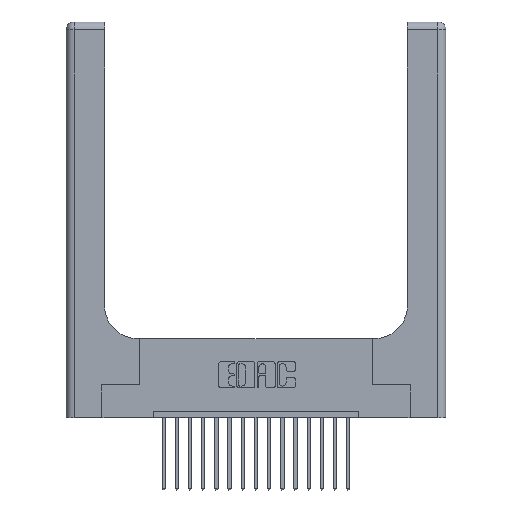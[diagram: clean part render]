
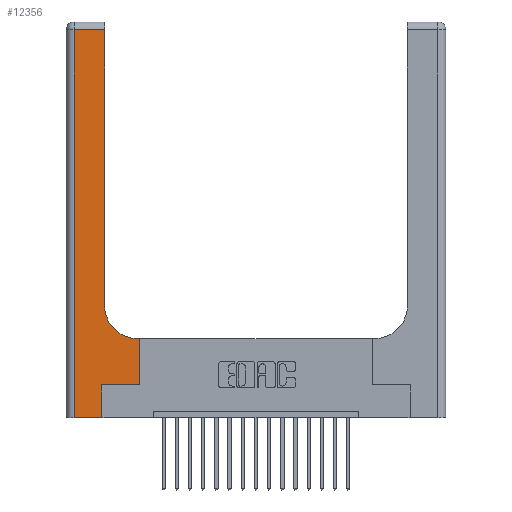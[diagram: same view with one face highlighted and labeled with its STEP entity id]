
A CAD part, top view. The second image highlights one B-rep face of the part: STEP entity #12356.
In plain terms, the highlighted planar face has unit normal (0, 0, 1).
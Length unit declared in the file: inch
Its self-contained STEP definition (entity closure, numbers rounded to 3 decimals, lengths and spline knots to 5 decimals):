
#139 = CARTESIAN_POINT ( 'NONE',  ( 0.269, 0.25, 0.37 ) ) ;
#210 = VERTEX_POINT ( 'NONE', #11522 ) ;
#319 = PLANE ( 'NONE',  #8227 ) ;
#618 = CARTESIAN_POINT ( 'NONE',  ( 0.2915, 0.85, 0.37 ) ) ;
#1143 = LINE ( 'NONE', #1184, #12859 ) ;
#1184 = CARTESIAN_POINT ( 'NONE',  ( 0.2915, 3., 0.37 ) ) ;
#1238 = CARTESIAN_POINT ( 'NONE',  ( 0., 0., 0.37 ) ) ;
#1398 = ORIENTED_EDGE ( 'NONE', *, *, #18919, .T. ) ;
#1718 = DIRECTION ( 'NONE',  ( -1., 0., 0. ) ) ;
#2018 = DIRECTION ( 'NONE',  ( -1., 0., 0. ) ) ;
#2067 = VECTOR ( 'NONE', #3658, 39.37008 ) ;
#2738 = FACE_OUTER_BOUND ( 'NONE', #13884, .T. ) ;
#3014 = DIRECTION ( 'NONE',  ( 0., -1., 0. ) ) ;
#3017 = CARTESIAN_POINT ( 'NONE',  ( 0.2915, 2.94, 0.37 ) ) ;
#3087 = VERTEX_POINT ( 'NONE', #3017 ) ;
#3193 = CARTESIAN_POINT ( 'NONE',  ( 0., 2.94, 0.37 ) ) ;
#3658 = DIRECTION ( 'NONE',  ( 0., 1., 0. ) ) ;
#3813 = VERTEX_POINT ( 'NONE', #6312 ) ;
#4050 = VERTEX_POINT ( 'NONE', #6270 ) ;
#4729 = DIRECTION ( 'NONE',  ( 0., 0., -1. ) ) ;
#4991 = LINE ( 'NONE', #20067, #8157 ) ;
#5214 = LINE ( 'NONE', #9858, #2067 ) ;
#6102 = EDGE_CURVE ( 'NONE', #210, #18933, #9457, .T. ) ;
#6152 = EDGE_CURVE ( 'NONE', #3087, #15109, #17261, .T. ) ;
#6193 = ORIENTED_EDGE ( 'NONE', *, *, #17748, .T. ) ;
#6268 = DIRECTION ( 'NONE',  ( 1., 0., 0. ) ) ;
#6270 = CARTESIAN_POINT ( 'NONE',  ( 0.5585, 0.6, 0.37 ) ) ;
#6312 = CARTESIAN_POINT ( 'NONE',  ( 0.5585, 0.25, 0.37 ) ) ;
#6703 = LINE ( 'NONE', #1238, #9859 ) ;
#6884 = ORIENTED_EDGE ( 'NONE', *, *, #17921, .T. ) ;
#7610 = CARTESIAN_POINT ( 'NONE',  ( 0.5415, 0.6, 0.37 ) ) ;
#7990 = VECTOR ( 'NONE', #12180, 39.37008 ) ;
#8127 = ORIENTED_EDGE ( 'NONE', *, *, #16813, .T. ) ;
#8157 = VECTOR ( 'NONE', #1718, 39.37008 ) ;
#8227 = AXIS2_PLACEMENT_3D ( 'NONE', #19026, #19092, #2018 ) ;
#8787 = AXIS2_PLACEMENT_3D ( 'NONE', #12700, #4729, #6268 ) ;
#9040 = LINE ( 'NONE', #12341, #12720 ) ;
#9308 = VERTEX_POINT ( 'NONE', #7610 ) ;
#9457 = LINE ( 'NONE', #12048, #7990 ) ;
#9530 = ORIENTED_EDGE ( 'NONE', *, *, #16695, .T. ) ;
#9814 = EDGE_CURVE ( 'NONE', #15109, #18870, #9040, .T. ) ;
#9858 = CARTESIAN_POINT ( 'NONE',  ( 0.5585, 0.25, 0.37 ) ) ;
#9859 = VECTOR ( 'NONE', #19869, 39.37008 ) ;
#10758 = DIRECTION ( 'NONE',  ( 0., 1., 0. ) ) ;
#10934 = DIRECTION ( 'NONE',  ( 1., 0., 0. ) ) ;
#11522 = CARTESIAN_POINT ( 'NONE',  ( 0.269, 0., 0.37 ) ) ;
#12048 = CARTESIAN_POINT ( 'NONE',  ( 0.269, 0., 0.37 ) ) ;
#12180 = DIRECTION ( 'NONE',  ( 0., 1., 0. ) ) ;
#12341 = CARTESIAN_POINT ( 'NONE',  ( 0.06, 3., 0.37 ) ) ;
#12356 = ADVANCED_FACE ( 'NONE', ( #2738 ), #319, .F. ) ;
#12371 = VECTOR ( 'NONE', #15555, 39.37008 ) ;
#12452 = ORIENTED_EDGE ( 'NONE', *, *, #17566, .T. ) ;
#12700 = CARTESIAN_POINT ( 'NONE',  ( 0.5415, 0.85, 0.37 ) ) ;
#12720 = VECTOR ( 'NONE', #3014, 39.37008 ) ;
#12859 = VECTOR ( 'NONE', #10758, 39.37008 ) ;
#13587 = CARTESIAN_POINT ( 'NONE',  ( 0.269, 0.25, 0.37 ) ) ;
#13698 = CARTESIAN_POINT ( 'NONE',  ( 0.06, 0., 0.37 ) ) ;
#13884 = EDGE_LOOP ( 'NONE', ( #1398, #18379, #19099, #12452, #14268, #9530, #6884, #6193, #8127 ) ) ;
#14268 = ORIENTED_EDGE ( 'NONE', *, *, #6102, .T. ) ;
#15109 = VERTEX_POINT ( 'NONE', #18028 ) ;
#15555 = DIRECTION ( 'NONE',  ( -1., 0., 0. ) ) ;
#16695 = EDGE_CURVE ( 'NONE', #18933, #3813, #19651, .T. ) ;
#16813 = EDGE_CURVE ( 'NONE', #9308, #19298, #19870, .T. ) ;
#17261 = LINE ( 'NONE', #3193, #12371 ) ;
#17566 = EDGE_CURVE ( 'NONE', #18870, #210, #6703, .T. ) ;
#17748 = EDGE_CURVE ( 'NONE', #4050, #9308, #4991, .T. ) ;
#17921 = EDGE_CURVE ( 'NONE', #3813, #4050, #5214, .T. ) ;
#18028 = CARTESIAN_POINT ( 'NONE',  ( 0.06, 2.94, 0.37 ) ) ;
#18379 = ORIENTED_EDGE ( 'NONE', *, *, #6152, .T. ) ;
#18870 = VERTEX_POINT ( 'NONE', #13698 ) ;
#18919 = EDGE_CURVE ( 'NONE', #19298, #3087, #1143, .T. ) ;
#18933 = VERTEX_POINT ( 'NONE', #13587 ) ;
#19026 = CARTESIAN_POINT ( 'NONE',  ( 0., 3., 0.37 ) ) ;
#19092 = DIRECTION ( 'NONE',  ( 0., 0., -1. ) ) ;
#19099 = ORIENTED_EDGE ( 'NONE', *, *, #9814, .T. ) ;
#19298 = VERTEX_POINT ( 'NONE', #618 ) ;
#19651 = LINE ( 'NONE', #139, #19887 ) ;
#19869 = DIRECTION ( 'NONE',  ( 1., 0., 0. ) ) ;
#19870 = CIRCLE ( 'NONE', #8787, 0.25 ) ;
#19887 = VECTOR ( 'NONE', #10934, 39.37008 ) ;
#20067 = CARTESIAN_POINT ( 'NONE',  ( 0.2915, 0.6, 0.37 ) ) ;
